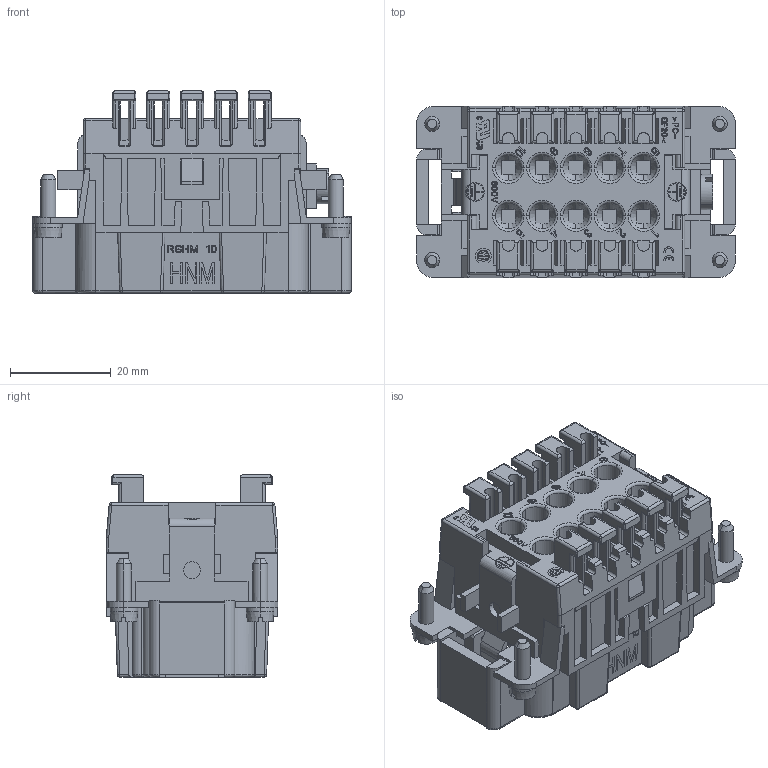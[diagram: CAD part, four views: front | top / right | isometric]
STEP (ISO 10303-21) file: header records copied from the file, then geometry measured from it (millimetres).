
FILE_DESCRIPTION(('Creo Elements/Direct Modeling STEP Export'),'2;1');
FILE_NAME('0ln7uvk5aj4n8811164','2021-05-06T 9:29:02',(''),(''),'Creo Elements/Direct Modeling STEP processor for AP214 (Solid Model)','Creo Elements/Direct Modeling 20.1B 02-Apr-2019 (C) Parametric Technology GmbH','');
FILE_SCHEMA(('AUTOMOTIVE_DESIGN { 1 0 10303 214 1 1 1 1 }'));
Products named in the file (2): RSHM_10
Assembly tree (1 placements, depth 2):
  RSHM_10
    RSHM_10
Bounding box: 63.2 x 34 x 40.1 mm (x, y, z)
Volume: 36237.5 mm3; surface area: 19612.7 mm2
Topology: 1 solids, 1 shells, 1547 faces, 6230 edges, 4774 vertices
Faces by surface type: plane 937, cylinder 381, cone 96, bspline 60, torus 59, sphere 14
Entity records: 81924 total; most frequent: CARTESIAN_POINT 24710, ORIENTED_EDGE 12392, DIRECTION 8864, EDGE_CURVE 6196, VECTOR 4818, LINE 4818, VERTEX_POINT 4774, AXIS2_PLACEMENT_3D 2023
